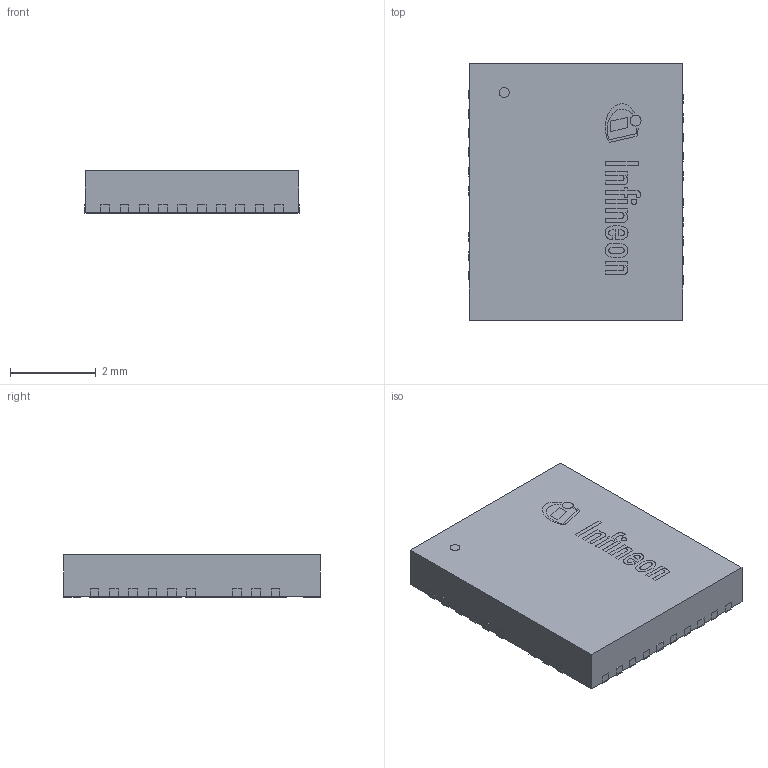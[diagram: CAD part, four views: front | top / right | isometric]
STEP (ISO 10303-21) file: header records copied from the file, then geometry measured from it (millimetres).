
FILE_DESCRIPTION(/* description */ (''),/* implementation_level */ '2;1');
FILE_NAME(/* name */ 'PG-IQFN-39-17_Z8B00219176_V07_3D.stp',/* time_stamp */ '2022-05-13T17:37:33+05:00',/* author */ ('janartha'),/* organization */ (''),/* preprocessor_version */ 'ST-DEVELOPER v16.13',/* originating_system */ 'AutoCAD Mechanical',/* authorisation */ '');
FILE_SCHEMA (('AUTOMOTIVE_DESIGN { 1 0 10303 214 3 1 1 }'));
Length unit declared in the file: millimetre
Products named in the file (1): Product
Bounding box: 5 x 6 x 1 mm (x, y, z)
Surface area: 134.7 mm2
Topology: 35 solids, 35 shells, 517 faces, 1338 edges, 892 vertices
Faces by surface type: plane 430, cylinder 69, bspline 18
Full cylindrical faces by diameter (mm): 0.126 x1, 0.231 x2, 0.255 x1
Entity records: 15790 total; most frequent: CARTESIAN_POINT 3150, ORIENTED_EDGE 2668, DIRECTION 2436, EDGE_CURVE 1334, LINE 1160, VECTOR 1160, VERTEX_POINT 892, AXIS2_PLACEMENT_3D 638
